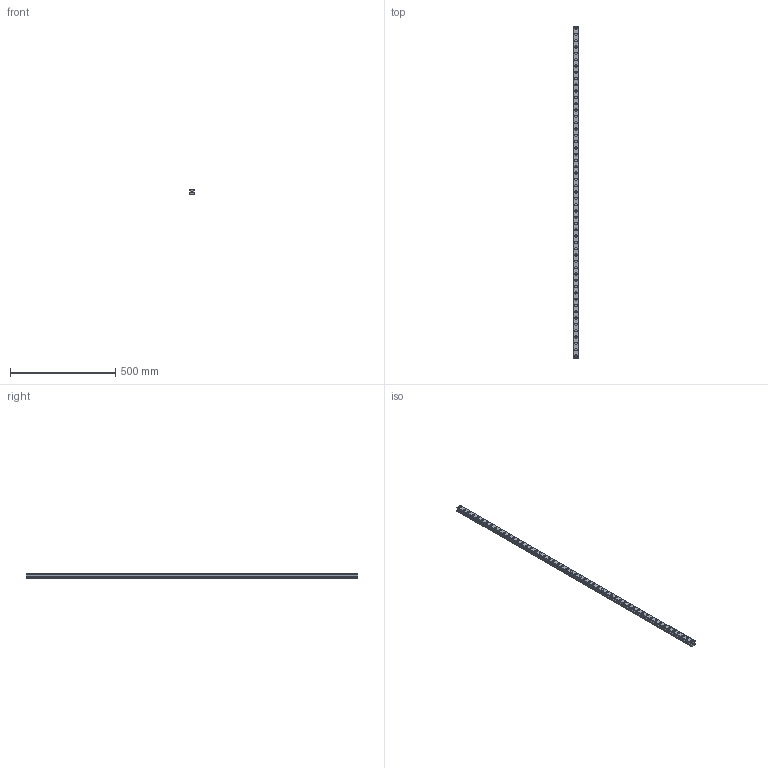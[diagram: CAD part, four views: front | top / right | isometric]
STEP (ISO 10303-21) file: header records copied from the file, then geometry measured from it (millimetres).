
FILE_DESCRIPTION(('STEP AP214'),'1');
FILE_NAME('cctmp_A6BFF735-EAF5-4C5F-94FF-30114ED63C1D_2021_03_10_11_48_38_0386..stp','2021-03-10T10:48:38',('HIWIN GmbH'),('CADClick - www.CADClick.com'),'Spatial InterOp 3D',' ','unknown authorization');
FILE_SCHEMA(('AUTOMOTIVE_DESIGN'));
Length unit declared in the file: millimetre
Products named in the file (1): RGR25R1580H_FILE
Bounding box: 23 x 1580 x 23.6 mm (x, y, z)
Volume: 633164.7 mm3; surface area: 196724.5 mm2
Topology: 1 solids, 1 shells, 594 faces, 1287 edges, 858 vertices
Faces by surface type: cylinder 336, plane 258
Entity records: 21259 total; most frequent: DIRECTION 3149, CARTESIAN_POINT 2740, ORIENTED_EDGE 2574, EDGE_CURVE 1287, AXIS2_PLACEMENT_3D 1267, VERTEX_POINT 858, EDGE_LOOP 757, CIRCLE 672
